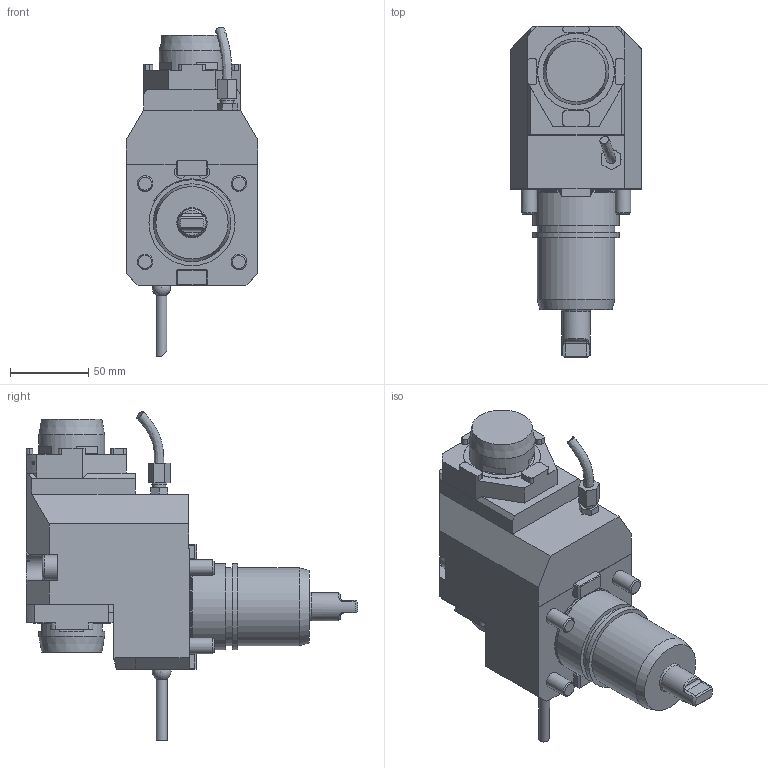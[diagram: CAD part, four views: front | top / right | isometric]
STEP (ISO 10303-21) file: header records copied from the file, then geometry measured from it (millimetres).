
FILE_DESCRIPTION (( 'STEP AP214' ), '1' );
FILE_NAME ('RRPPTAH25I421UN55.STEP', '2025-10-02T07:07:50', ( '' ), ( '' ), 'SwSTEP 2.0', 'SolidWorks 2023', '' );
FILE_SCHEMA (( 'AUTOMOTIVE_DESIGN' ));
Length unit declared in the file: millimetre
Products named in the file (1): RRPPTAH25I421UN55
Bounding box: 84 x 211.8 x 210.31 mm (x, y, z)
Volume: 1116110.5 mm3; surface area: 87873.5 mm2
Topology: 1 solids, 1 shells, 630 faces, 1644 edges, 1086 vertices
Faces by surface type: plane 431, cylinder 96, bspline 76, cone 22, torus 4, sphere 1
Full cylindrical faces by diameter (mm): 1.7 x1, 2.1 x1, 4 x1, 6.366 x1, 7 x1, 8.15 x1, 9.8 x1, 10 x4, 16 x2, 18 x1, 42 x2, 49.7 x2, 54.6 x1, 55 x2
Entity records: 27574 total; most frequent: CARTESIAN_POINT 9128, ORIENTED_EDGE 3164, DIRECTION 2703, EDGE_CURVE 1582, VECTOR 1153, LINE 1153, VERTEX_POINT 1065, AXIS2_PLACEMENT_3D 775
